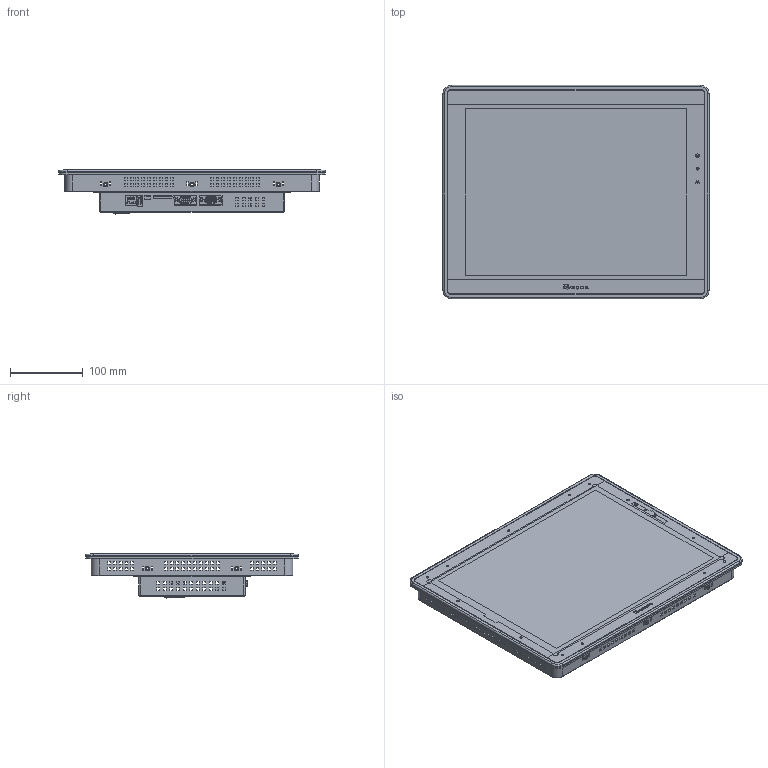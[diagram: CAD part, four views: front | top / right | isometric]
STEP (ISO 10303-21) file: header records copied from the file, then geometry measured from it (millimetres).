
FILE_DESCRIPTION (( 'STEP AP203' ), '1' );
FILE_NAME ('eMT3150A_.STEP', '2017-07-31T09:28:58', ( 'annayang' ), ( '' ), 'SwSTEP 2.0', 'SolidWorks 2011', '' );
FILE_SCHEMA (( 'CONFIG_CONTROL_DESIGN' ));
Length unit declared in the file: millimetre
Products named in the file (1): eMT3150A_
Bounding box: 366 x 293 x 60.53 mm (x, y, z)
Surface area: 560005.4 mm2 (no closed solid volume)
Topology: 0 solids, 44 shells, 1457 faces, 5706 edges, 4237 vertices
Faces by surface type: plane 1208, cylinder 145, cone 71, bspline 19, torus 8, sphere 6
Entity records: 60346 total; most frequent: CARTESIAN_POINT 12999, DIRECTION 9040, ORIENTED_EDGE 8658, EDGE_CURVE 5698, VECTOR 4892, LINE 4892, VERTEX_POINT 4235, AXIS2_PLACEMENT_3D 2074
